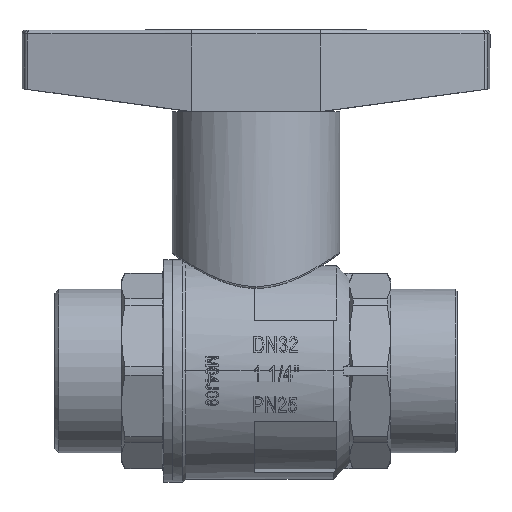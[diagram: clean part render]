
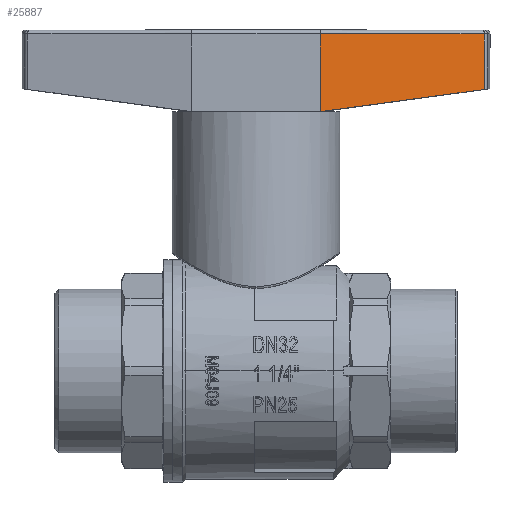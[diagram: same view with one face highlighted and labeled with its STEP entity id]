
A CAD part, top view. The second image highlights one B-rep face of the part: STEP entity #25887.
In plain terms, the highlighted face is planar.
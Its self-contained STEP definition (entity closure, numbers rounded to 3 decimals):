
#3283=PLANE('',#36352);
#4840=LINE('',#57451,#6451);
#4841=LINE('',#57453,#6452);
#4842=LINE('',#57455,#6453);
#4843=LINE('',#57457,#6454);
#6451=VECTOR('',#41119,1000.);
#6452=VECTOR('',#41122,1000.);
#6453=VECTOR('',#41123,1000.);
#6454=VECTOR('',#41124,1000.);
#13966=ORIENTED_EDGE('',*,*,#18143,.F.);
#13967=ORIENTED_EDGE('',*,*,#18144,.F.);
#13968=ORIENTED_EDGE('',*,*,#18145,.F.);
#13969=ORIENTED_EDGE('',*,*,#18146,.T.);
#18143=EDGE_CURVE('',#20847,#20845,#4840,.T.);
#18144=EDGE_CURVE('',#20848,#20847,#4841,.T.);
#18145=EDGE_CURVE('',#20849,#20848,#4842,.T.);
#18146=EDGE_CURVE('',#20849,#20845,#4843,.T.);
#20845=VERTEX_POINT('',#57444);
#20847=VERTEX_POINT('',#57450);
#20848=VERTEX_POINT('',#57454);
#20849=VERTEX_POINT('',#57456);
#22683=EDGE_LOOP('',(#13966,#13967,#13968,#13969));
#24237=FACE_BOUND('',#22683,.T.);
#25887=ADVANCED_FACE('',(#24237),#3283,.F.);
#36352=AXIS2_PLACEMENT_3D('',#57452,#41120,#41121);
#41119=DIRECTION('',(-0.986,0.169,0.));
#41120=DIRECTION('',(0.169,0.986,0.));
#41121=DIRECTION('',(0.986,-0.169,0.));
#41122=DIRECTION('',(0.,0.,-1.));
#41123=DIRECTION('',(0.977,-0.168,0.133));
#41124=DIRECTION('',(0.,0.,-1.));
#57444=CARTESIAN_POINT('',(-58.4,-8.815,1.));
#57450=CARTESIAN_POINT('',(-16.5,-16.,1.));
#57451=CARTESIAN_POINT('',(-16.5,-16.,1.));
#57452=CARTESIAN_POINT('',(-59.072,-8.7,0.));
#57453=CARTESIAN_POINT('',(-16.5,-16.,20.9));
#57454=CARTESIAN_POINT('',(-16.5,-16.,20.9));
#57455=CARTESIAN_POINT('',(-58.4,-8.815,15.217));
#57456=CARTESIAN_POINT('',(-58.4,-8.815,15.217));
#57457=CARTESIAN_POINT('',(-58.4,-8.815,15.217));
